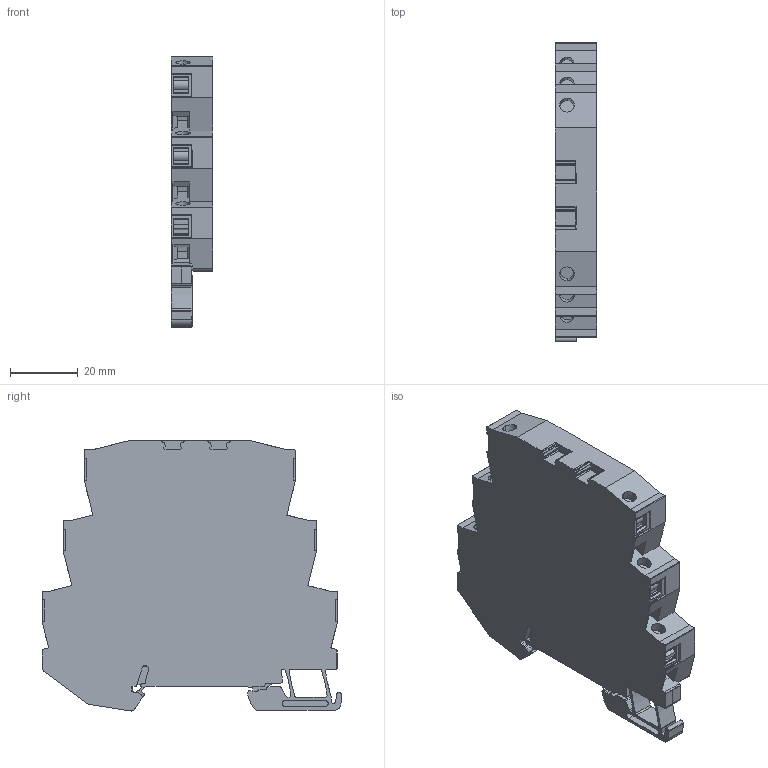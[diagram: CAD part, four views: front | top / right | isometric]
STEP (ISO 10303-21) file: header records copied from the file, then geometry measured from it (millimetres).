
FILE_DESCRIPTION(('CATIA V5 STEP Exchange','CAx-IF Rec.Pracs.--- Model Styling and Organization---1.5--- 2016-08-15','CAx-IF Rec.Pracs.---Supplemental Geometry---1.0---2011-11-01','CAx-IF Rec.Pracs.--- Composite Materials ---1.1---2010-07-15'),'2;1');
FILE_NAME ('9344843_3', '2025-09-23T06:52:55+00:00', ('none'), ('Weidmueller'), 'CATIA Version 5-6 Release 2024 SP4', 'CATIA V5 STEP AP214 v3', 'none');
FILE_SCHEMA(('AUTOMOTIVE_DESIGN { 1 0 10303 214 1 1 1 1 }'));
Length unit declared in the file: millimetre
Products named in the file (1): 1064610000
Bounding box: 12.2 x 88.11 x 79.54 mm (x, y, z)
Volume: 44795.2 mm3; surface area: 24357.9 mm2
Topology: 11 solids, 11 shells, 741 faces, 2258 edges, 1556 vertices
Faces by surface type: plane 494, cylinder 229, extrusion 18
Entity records: 24701 total; most frequent: CARTESIAN_POINT 4947, ORIENTED_EDGE 4516, DIRECTION 3385, EDGE_CURVE 2258, VECTOR 1701, LINE 1683, VERTEX_POINT 1556, AXIS2_PLACEMENT_3D 1100
